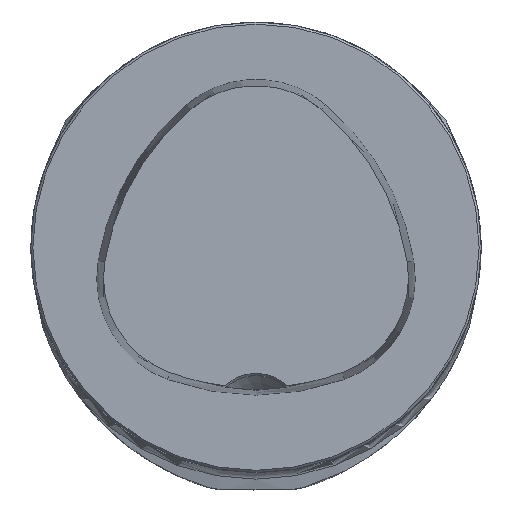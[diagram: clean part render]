
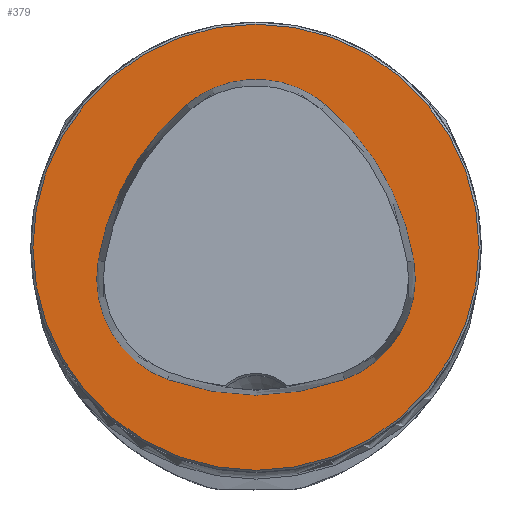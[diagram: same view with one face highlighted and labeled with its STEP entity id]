
A CAD part, top view. The second image highlights one B-rep face of the part: STEP entity #379.
In plain terms, the highlighted planar face has unit normal (0, 0, 1).
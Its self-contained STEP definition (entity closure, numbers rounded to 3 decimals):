
#121=FACE_BOUND('',#719,.T.);
#122=FACE_BOUND('',#720,.T.);
#311=CIRCLE('',#2687,36.075);
#313=CIRCLE('',#2690,36.075);
#314=CIRCLE('',#2691,15.075);
#315=CIRCLE('',#2692,36.075);
#316=CIRCLE('',#2693,15.075);
#317=CIRCLE('',#2694,15.075);
#318=CIRCLE('',#2695,31.2);
#379=ADVANCED_FACE('CU_FL_N1_SU_1',(#121,#122),#513,.T.);
#513=PLANE('',#2696);
#719=EDGE_LOOP('',(#1054,#1055,#1056,#1057,#1058,#1059));
#720=EDGE_LOOP('',(#1060));
#1054=ORIENTED_EDGE('',*,*,#2007,.F.);
#1055=ORIENTED_EDGE('',*,*,#2008,.F.);
#1056=ORIENTED_EDGE('',*,*,#2009,.F.);
#1057=ORIENTED_EDGE('',*,*,#2010,.F.);
#1058=ORIENTED_EDGE('',*,*,#2004,.F.);
#1059=ORIENTED_EDGE('',*,*,#2011,.F.);
#1060=ORIENTED_EDGE('',*,*,#2012,.T.);
#1749=VERTEX_POINT('',#4201);
#1750=VERTEX_POINT('',#4203);
#1752=VERTEX_POINT('',#4209);
#1753=VERTEX_POINT('',#4210);
#1754=VERTEX_POINT('',#4212);
#1755=VERTEX_POINT('',#4214);
#1756=VERTEX_POINT('',#4218);
#2004=EDGE_CURVE('',#1749,#1750,#311,.T.);
#2007=EDGE_CURVE('',#1752,#1753,#313,.T.);
#2008=EDGE_CURVE('',#1754,#1752,#314,.T.);
#2009=EDGE_CURVE('',#1755,#1754,#315,.T.);
#2010=EDGE_CURVE('',#1750,#1755,#316,.T.);
#2011=EDGE_CURVE('',#1753,#1749,#317,.T.);
#2012=EDGE_CURVE('',#1756,#1756,#318,.T.);
#2687=AXIS2_PLACEMENT_3D('',#4202,#3048,#3049);
#2690=AXIS2_PLACEMENT_3D('',#4208,#3055,#3056);
#2691=AXIS2_PLACEMENT_3D('',#4211,#3057,#3058);
#2692=AXIS2_PLACEMENT_3D('',#4213,#3059,#3060);
#2693=AXIS2_PLACEMENT_3D('',#4215,#3061,#3062);
#2694=AXIS2_PLACEMENT_3D('',#4216,#3063,#3064);
#2695=AXIS2_PLACEMENT_3D('',#4217,#3065,#3066);
#2696=AXIS2_PLACEMENT_3D('',#4219,#3067,#3068);
#3048=DIRECTION('',(0.,0.,1.));
#3049=DIRECTION('',(1.,0.,0.));
#3055=DIRECTION('',(0.,0.,1.));
#3056=DIRECTION('',(1.,0.,0.));
#3057=DIRECTION('',(0.,0.,1.));
#3058=DIRECTION('',(1.,0.,0.));
#3059=DIRECTION('',(0.,0.,1.));
#3060=DIRECTION('',(1.,0.,0.));
#3061=DIRECTION('',(0.,0.,1.));
#3062=DIRECTION('',(1.,0.,0.));
#3063=DIRECTION('',(0.,0.,1.));
#3064=DIRECTION('',(1.,0.,0.));
#3065=DIRECTION('',(0.,0.,1.));
#3066=DIRECTION('',(1.,0.,0.));
#3067=DIRECTION('',(0.,0.,1.));
#3068=DIRECTION('',(1.,0.,0.));
#4201=CARTESIAN_POINT('',(-12.368,-18.489,0.));
#4202=CARTESIAN_POINT('',(0.,15.4,0.));
#4203=CARTESIAN_POINT('',(12.368,-18.489,0.));
#4208=CARTESIAN_POINT('',(13.535,-7.656,0.));
#4209=CARTESIAN_POINT('',(-9.716,19.927,0.));
#4210=CARTESIAN_POINT('',(-22.084,-1.937,0.));
#4211=CARTESIAN_POINT('',(0.,8.4,0.));
#4212=CARTESIAN_POINT('',(9.716,19.927,0.));
#4213=CARTESIAN_POINT('',(-13.535,-7.656,0.));
#4214=CARTESIAN_POINT('',(22.084,-1.937,0.));
#4215=CARTESIAN_POINT('',(7.2,-4.327,0.));
#4216=CARTESIAN_POINT('',(-7.2,-4.327,0.));
#4217=CARTESIAN_POINT('',(0.,0.,0.));
#4218=CARTESIAN_POINT('',(31.2,0.,0.));
#4219=CARTESIAN_POINT('',(0.,0.,0.));
